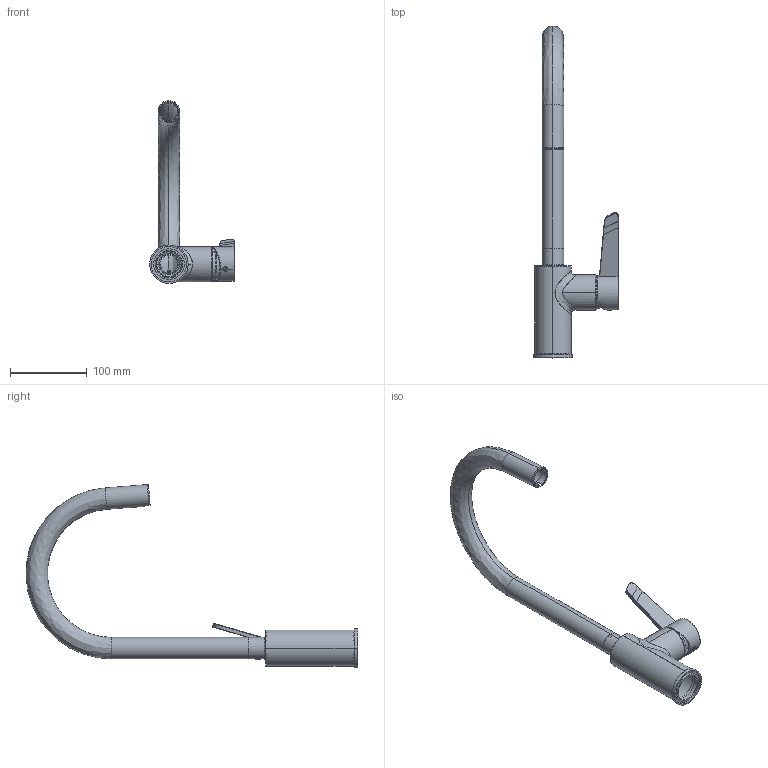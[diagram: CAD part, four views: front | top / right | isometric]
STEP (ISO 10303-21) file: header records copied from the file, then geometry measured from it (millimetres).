
FILE_DESCRIPTION (( 'STEP AP203' ), '1' );
FILE_NAME ('38EP04200_00.STEP', '2021-04-07T12:19:55', ( '' ), ( '' ), 'SwSTEP 2.0', 'SolidWorks 2018', '' );
FILE_SCHEMA (( 'CONFIG_CONTROL_DESIGN' ));
Length unit declared in the file: millimetre
Products named in the file (1): 38EP04200_00
Bounding box: 110 x 431.92 x 237.96 mm (x, y, z)
Volume: 104166.2 mm3; surface area: 163621.8 mm2
Topology: 13 solids, 13 shells, 272 faces, 641 edges, 414 vertices
Faces by surface type: cylinder 111, plane 81, cone 32, bspline 26, torus 20, sphere 2
Entity records: 13426 total; most frequent: CARTESIAN_POINT 7223, ORIENTED_EDGE 1282, DIRECTION 1263, EDGE_CURVE 641, AXIS2_PLACEMENT_3D 525, VERTEX_POINT 414, EDGE_LOOP 307, CIRCLE 278
